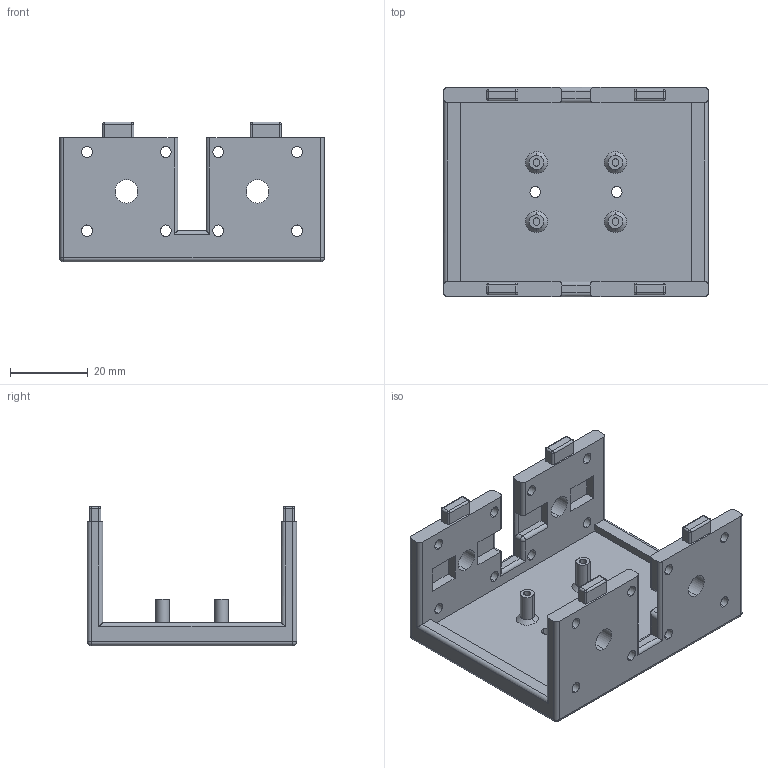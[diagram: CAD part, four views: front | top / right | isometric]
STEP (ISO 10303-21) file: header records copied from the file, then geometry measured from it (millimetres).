
FILE_DESCRIPTION(/* description */ (''),/* implementation_level */ '2;1');
FILE_NAME(/* name */ 'pressure_sensor_case.step',/* time_stamp */ '2024-09-02T16:41:36+05:30',/* author */ (''),/* organization */ (''),/* preprocessor_version */ 'ST-DEVELOPER v20',/* originating_system */ 'Autodesk Translation Framework v13.14.0.145',/* authorisation */ '');
FILE_SCHEMA (('AUTOMOTIVE_DESIGN { 1 0 10303 214 3 1 1 }'));
Length unit declared in the file: millimetre
Products named in the file (1): FusionComponent
Bounding box: 68.24 x 54 x 36 mm (x, y, z)
Volume: 27749.6 mm3; surface area: 17939 mm2
Topology: 1 solids, 1 shells, 256 faces, 614 edges, 376 vertices
Faces by surface type: cylinder 135, plane 90, sphere 23, cone 8
Entity records: 7590 total; most frequent: DIRECTION 1371, CARTESIAN_POINT 1349, ORIENTED_EDGE 1228, EDGE_CURVE 614, AXIS2_PLACEMENT_3D 514, VERTEX_POINT 376, LINE 343, VECTOR 343
